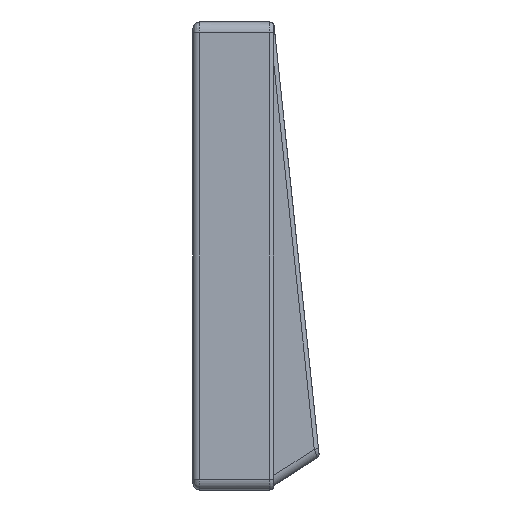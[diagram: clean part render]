
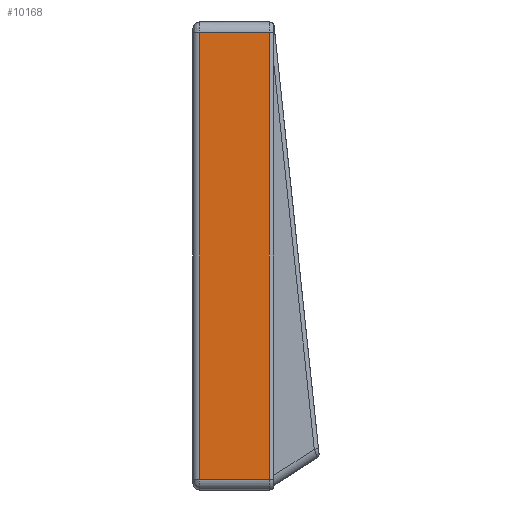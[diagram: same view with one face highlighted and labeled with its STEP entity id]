
A CAD part, left-side view. The second image highlights one B-rep face of the part: STEP entity #10168.
In plain terms, the highlighted planar face has unit normal (-1, 0, 0).
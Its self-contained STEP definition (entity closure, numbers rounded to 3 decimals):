
#205=PLANE('',#10671);
#1185=FACE_OUTER_BOUND('',#1760,.T.);
#1760=EDGE_LOOP('',(#8542,#8543,#8544,#8545));
#2803=LINE('',#20968,#3582);
#2846=LINE('',#23796,#3625);
#2847=LINE('',#23800,#3626);
#2848=LINE('',#23801,#3627);
#3582=VECTOR('',#11975,10.);
#3625=VECTOR('',#12106,1000.);
#3626=VECTOR('',#12111,1000.);
#3627=VECTOR('',#12112,1000.);
#4622=VERTEX_POINT('',#20888);
#4624=VERTEX_POINT('',#20967);
#4657=VERTEX_POINT('',#23795);
#4658=VERTEX_POINT('',#23799);
#5941=EDGE_CURVE('',#4624,#4622,#2803,.T.);
#6024=EDGE_CURVE('',#4622,#4657,#2846,.T.);
#6026=EDGE_CURVE('',#4658,#4624,#2847,.T.);
#6027=EDGE_CURVE('',#4657,#4658,#2848,.T.);
#8542=ORIENTED_EDGE('',*,*,#6026,.T.);
#8543=ORIENTED_EDGE('',*,*,#5941,.T.);
#8544=ORIENTED_EDGE('',*,*,#6024,.T.);
#8545=ORIENTED_EDGE('',*,*,#6027,.T.);
#10168=ADVANCED_FACE('',(#1185),#205,.F.);
#10671=AXIS2_PLACEMENT_3D('',#23798,#12109,#12110);
#11975=DIRECTION('',(0.,0.,1.));
#12106=DIRECTION('',(0.,1.,0.));
#12109=DIRECTION('center_axis',(1.,0.,0.));
#12110=DIRECTION('ref_axis',(0.,0.,-1.));
#12111=DIRECTION('',(0.,-1.,0.));
#12112=DIRECTION('',(0.,0.,-1.));
#20888=CARTESIAN_POINT('',(-147.85,1.,52.6));
#20967=CARTESIAN_POINT('',(-147.85,1.,-52.6));
#20968=CARTESIAN_POINT('',(-147.85,1.,-52.6));
#23795=CARTESIAN_POINT('',(-147.85,17.5,52.6));
#23796=CARTESIAN_POINT('',(-147.85,19.,52.6));
#23798=CARTESIAN_POINT('Origin',(-147.85,19.,-55.1));
#23799=CARTESIAN_POINT('',(-147.85,17.5,-52.6));
#23800=CARTESIAN_POINT('',(-147.85,19.,-52.6));
#23801=CARTESIAN_POINT('',(-147.85,17.5,-52.6));
